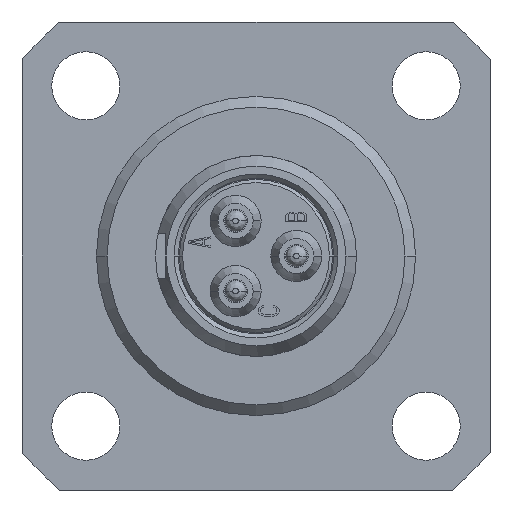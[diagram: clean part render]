
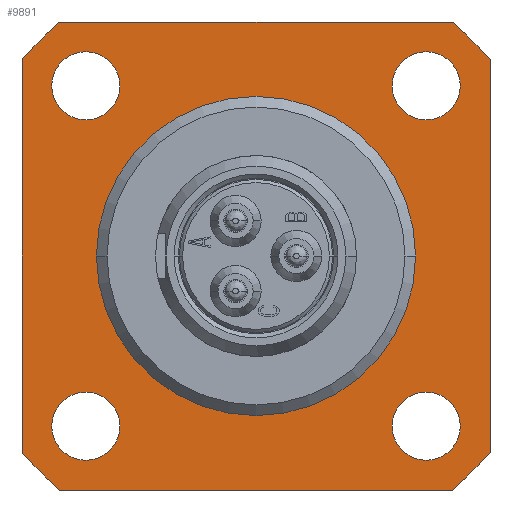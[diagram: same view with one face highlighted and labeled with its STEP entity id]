
A CAD part, left-side view. The second image highlights one B-rep face of the part: STEP entity #9891.
In plain terms, the highlighted planar face has unit normal (-1, 0, 0).
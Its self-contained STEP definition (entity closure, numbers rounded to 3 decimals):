
#1872=DIRECTION('',(0.,1.,0.));
#1873=VECTOR('',#1872,18.431);
#1874=CARTESIAN_POINT('',(-0.5,-9.215,11.));
#1875=LINE('879',#1874,#1873);
#1876=CARTESIAN_POINT('',(-0.5,0.,0.));
#1877=DIRECTION('',(1.,0.,0.));
#1878=DIRECTION('',(0.,-0.642,0.767));
#1879=AXIS2_PLACEMENT_3D('',#1876,#1877,#1878);
#1881=DIRECTION('',(0.,0.,1.));
#1882=VECTOR('',#1881,18.431);
#1883=CARTESIAN_POINT('',(-0.5,-11.,-9.215));
#1884=LINE('880',#1883,#1882);
#1885=CARTESIAN_POINT('',(-0.5,0.,0.));
#1886=DIRECTION('',(1.,0.,0.));
#1887=DIRECTION('',(0.,-0.767,-0.642));
#1888=AXIS2_PLACEMENT_3D('',#1885,#1886,#1887);
#1890=DIRECTION('',(0.,-1.,0.));
#1891=VECTOR('',#1890,18.431);
#1892=CARTESIAN_POINT('',(-0.5,9.215,-11.));
#1893=LINE('881',#1892,#1891);
#1894=CARTESIAN_POINT('',(-0.5,0.,0.));
#1895=DIRECTION('',(1.,0.,0.));
#1896=DIRECTION('',(0.,0.642,-0.767));
#1897=AXIS2_PLACEMENT_3D('',#1894,#1895,#1896);
#1899=DIRECTION('',(0.,0.,-1.));
#1900=VECTOR('',#1899,18.431);
#1901=CARTESIAN_POINT('',(-0.5,11.,9.215));
#1902=LINE('882',#1901,#1900);
#1903=CARTESIAN_POINT('',(-0.5,0.,0.));
#1904=DIRECTION('',(1.,0.,0.));
#1905=DIRECTION('',(0.,0.767,0.642));
#1906=AXIS2_PLACEMENT_3D('',#1903,#1904,#1905);
#1908=CARTESIAN_POINT('',(-0.5,8.,-8.));
#1909=DIRECTION('',(-1.,0.,0.));
#1910=DIRECTION('',(0.,0.,-1.));
#1911=AXIS2_PLACEMENT_3D('',#1908,#1909,#1910);
#1913=CARTESIAN_POINT('',(-0.5,8.,-8.));
#1914=DIRECTION('',(-1.,0.,0.));
#1915=DIRECTION('',(0.,0.,1.));
#1916=AXIS2_PLACEMENT_3D('',#1913,#1914,#1915);
#1918=CARTESIAN_POINT('',(-0.5,8.,8.));
#1919=DIRECTION('',(-1.,0.,0.));
#1920=DIRECTION('',(0.,0.,-1.));
#1921=AXIS2_PLACEMENT_3D('',#1918,#1919,#1920);
#1923=CARTESIAN_POINT('',(-0.5,8.,8.));
#1924=DIRECTION('',(-1.,0.,0.));
#1925=DIRECTION('',(0.,0.,1.));
#1926=AXIS2_PLACEMENT_3D('',#1923,#1924,#1925);
#1928=CARTESIAN_POINT('',(-0.5,-8.,-8.));
#1929=DIRECTION('',(-1.,0.,0.));
#1930=DIRECTION('',(0.,0.,-1.));
#1931=AXIS2_PLACEMENT_3D('',#1928,#1929,#1930);
#1933=CARTESIAN_POINT('',(-0.5,-8.,-8.));
#1934=DIRECTION('',(-1.,0.,0.));
#1935=DIRECTION('',(0.,0.,1.));
#1936=AXIS2_PLACEMENT_3D('',#1933,#1934,#1935);
#1938=CARTESIAN_POINT('',(-0.5,-8.,8.));
#1939=DIRECTION('',(-1.,0.,0.));
#1940=DIRECTION('',(0.,0.,-1.));
#1941=AXIS2_PLACEMENT_3D('',#1938,#1939,#1940);
#1943=CARTESIAN_POINT('',(-0.5,-8.,8.));
#1944=DIRECTION('',(-1.,0.,0.));
#1945=DIRECTION('',(0.,0.,1.));
#1946=AXIS2_PLACEMENT_3D('',#1943,#1944,#1945);
#2004=CARTESIAN_POINT('',(-0.5,0.,0.));
#2005=DIRECTION('',(1.,0.,0.));
#2006=DIRECTION('',(0.,1.,0.));
#2007=AXIS2_PLACEMENT_3D('',#2004,#2005,#2006);
#2017=CARTESIAN_POINT('',(-0.5,0.,0.));
#2018=DIRECTION('',(1.,0.,0.));
#2019=DIRECTION('',(0.,-1.,0.));
#2020=AXIS2_PLACEMENT_3D('',#2017,#2018,#2019);
#6365=CARTESIAN_POINT('',(-0.5,7.5,0.));
#6366=VERTEX_POINT('',#6365);
#6367=CARTESIAN_POINT('',(-0.5,-7.5,0.));
#6368=VERTEX_POINT('',#6367);
#6385=CARTESIAN_POINT('',(-0.5,8.,-9.6));
#6386=CARTESIAN_POINT('',(-0.5,8.,-6.4));
#6387=VERTEX_POINT('',#6385);
#6388=VERTEX_POINT('',#6386);
#6389=CARTESIAN_POINT('',(-0.5,8.,6.4));
#6390=CARTESIAN_POINT('',(-0.5,8.,9.6));
#6391=VERTEX_POINT('',#6389);
#6392=VERTEX_POINT('',#6390);
#6393=CARTESIAN_POINT('',(-0.5,-8.,-9.6));
#6394=CARTESIAN_POINT('',(-0.5,-8.,-6.4));
#6395=VERTEX_POINT('',#6393);
#6396=VERTEX_POINT('',#6394);
#6397=CARTESIAN_POINT('',(-0.5,-8.,6.4));
#6398=CARTESIAN_POINT('',(-0.5,-8.,9.6));
#6399=VERTEX_POINT('',#6397);
#6400=VERTEX_POINT('',#6398);
#6509=CARTESIAN_POINT('',(-0.5,-9.215,11.));
#6510=CARTESIAN_POINT('',(-0.5,9.215,11.));
#6511=VERTEX_POINT('',#6509);
#6512=VERTEX_POINT('',#6510);
#6513=CARTESIAN_POINT('',(-0.5,-11.,-9.215));
#6514=CARTESIAN_POINT('',(-0.5,-11.,9.215));
#6515=VERTEX_POINT('',#6513);
#6516=VERTEX_POINT('',#6514);
#6517=CARTESIAN_POINT('',(-0.5,9.215,-11.));
#6518=CARTESIAN_POINT('',(-0.5,-9.215,-11.));
#6519=VERTEX_POINT('',#6517);
#6520=VERTEX_POINT('',#6518);
#6521=CARTESIAN_POINT('',(-0.5,11.,9.215));
#6522=CARTESIAN_POINT('',(-0.5,11.,-9.215));
#6523=VERTEX_POINT('',#6521);
#6524=VERTEX_POINT('',#6522);
#9840=CARTESIAN_POINT('',(-0.5,0.,0.));
#9841=DIRECTION('',(1.,0.,0.));
#9842=DIRECTION('',(0.,0.,-1.));
#9843=AXIS2_PLACEMENT_3D('',#9840,#9841,#9842);
#9844=PLANE('289',#9843);
#9845=ORIENTED_EDGE('879',*,*,#9805,.F.);
#9846=ORIENTED_EDGE('931',*,*,#9824,.T.);
#9848=ORIENTED_EDGE('880',*,*,#9847,.F.);
#9850=ORIENTED_EDGE('930',*,*,#9849,.T.);
#9852=ORIENTED_EDGE('881',*,*,#9851,.F.);
#9854=ORIENTED_EDGE('929',*,*,#9853,.T.);
#9856=ORIENTED_EDGE('882',*,*,#9855,.F.);
#9858=ORIENTED_EDGE('918',*,*,#9857,.T.);
#9859=EDGE_LOOP('289',(#9845,#9846,#9848,#9850,#9852,#9854,#9856,#9858));
#9860=FACE_OUTER_BOUND('289',#9859,.F.);
#9862=ORIENTED_EDGE('783',*,*,#9861,.T.);
#9864=ORIENTED_EDGE('784',*,*,#9863,.T.);
#9865=EDGE_LOOP('289',(#9862,#9864));
#9866=FACE_BOUND('289',#9865,.F.);
#9868=ORIENTED_EDGE('785',*,*,#9867,.T.);
#9870=ORIENTED_EDGE('786',*,*,#9869,.T.);
#9871=EDGE_LOOP('289',(#9868,#9870));
#9872=FACE_BOUND('289',#9871,.F.);
#9874=ORIENTED_EDGE('787',*,*,#9873,.T.);
#9876=ORIENTED_EDGE('788',*,*,#9875,.T.);
#9877=EDGE_LOOP('289',(#9874,#9876));
#9878=FACE_BOUND('289',#9877,.F.);
#9880=ORIENTED_EDGE('789',*,*,#9879,.T.);
#9882=ORIENTED_EDGE('790',*,*,#9881,.T.);
#9883=EDGE_LOOP('289',(#9880,#9882));
#9884=FACE_BOUND('289',#9883,.F.);
#9886=ORIENTED_EDGE('773',*,*,#9885,.F.);
#9888=ORIENTED_EDGE('774',*,*,#9887,.F.);
#9889=EDGE_LOOP('289',(#9886,#9888));
#9890=FACE_BOUND('289',#9889,.F.);
#1880=CIRCLE('931',#1879,14.35);
#1889=CIRCLE('930',#1888,14.35);
#1898=CIRCLE('929',#1897,14.35);
#1907=CIRCLE('918',#1906,14.35);
#1912=CIRCLE('783',#1911,1.6);
#1917=CIRCLE('784',#1916,1.6);
#1922=CIRCLE('785',#1921,1.6);
#1927=CIRCLE('786',#1926,1.6);
#1932=CIRCLE('787',#1931,1.6);
#1937=CIRCLE('788',#1936,1.6);
#1942=CIRCLE('789',#1941,1.6);
#1947=CIRCLE('790',#1946,1.6);
#2008=CIRCLE('773',#2007,7.5);
#2021=CIRCLE('774',#2020,7.5);
#9805=EDGE_CURVE('879',#6511,#6512,#1875,.T.);
#9824=EDGE_CURVE('931',#6511,#6516,#1880,.T.);
#9847=EDGE_CURVE('880',#6515,#6516,#1884,.T.);
#9849=EDGE_CURVE('930',#6515,#6520,#1889,.T.);
#9851=EDGE_CURVE('881',#6519,#6520,#1893,.T.);
#9853=EDGE_CURVE('929',#6519,#6524,#1898,.T.);
#9855=EDGE_CURVE('882',#6523,#6524,#1902,.T.);
#9857=EDGE_CURVE('918',#6523,#6512,#1907,.T.);
#9861=EDGE_CURVE('783',#6387,#6388,#1912,.T.);
#9863=EDGE_CURVE('784',#6388,#6387,#1917,.T.);
#9867=EDGE_CURVE('785',#6391,#6392,#1922,.T.);
#9869=EDGE_CURVE('786',#6392,#6391,#1927,.T.);
#9873=EDGE_CURVE('787',#6395,#6396,#1932,.T.);
#9875=EDGE_CURVE('788',#6396,#6395,#1937,.T.);
#9879=EDGE_CURVE('789',#6399,#6400,#1942,.T.);
#9881=EDGE_CURVE('790',#6400,#6399,#1947,.T.);
#9885=EDGE_CURVE('773',#6366,#6368,#2008,.T.);
#9887=EDGE_CURVE('774',#6368,#6366,#2021,.T.);
#9891=ADVANCED_FACE('289',(#9860,#9866,#9872,#9878,#9884,#9890),#9844,.F.);
